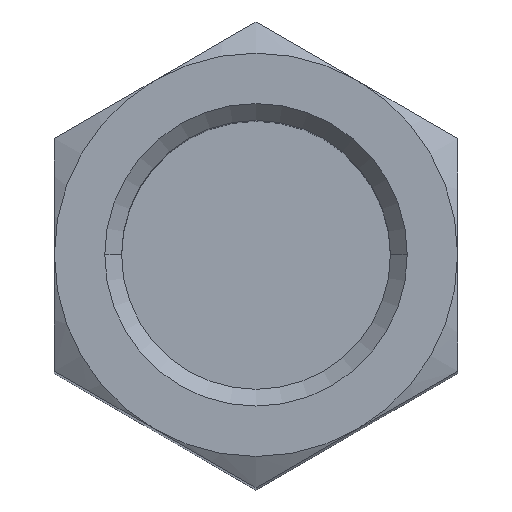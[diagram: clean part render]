
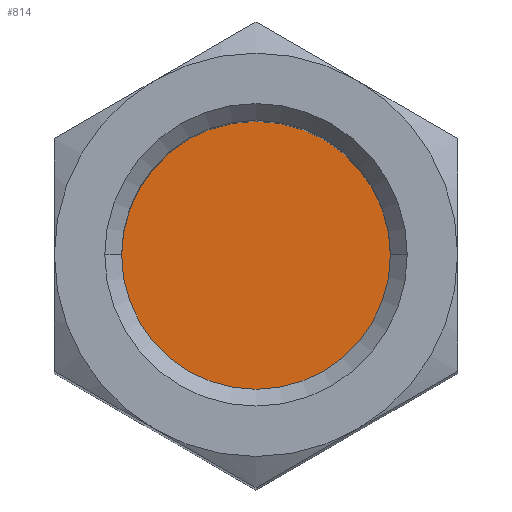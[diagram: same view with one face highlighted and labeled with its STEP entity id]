
A CAD part, top view. The second image highlights one B-rep face of the part: STEP entity #814.
In plain terms, the highlighted planar face has unit normal (0, 0, 1).
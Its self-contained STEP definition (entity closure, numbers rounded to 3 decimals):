
#7 = CIRCLE ( 'NONE', #68, 10. ) ;
#30 = DIRECTION ( 'NONE',  ( 0., 0., 1. ) ) ;
#53 = EDGE_CURVE ( 'NONE', #927, #634, #7, .T. ) ;
#68 = AXIS2_PLACEMENT_3D ( 'NONE', #513, #30, #600 ) ;
#107 = AXIS2_PLACEMENT_3D ( 'NONE', #1102, #733, #1090 ) ;
#133 = EDGE_LOOP ( 'NONE', ( #385, #625 ) ) ;
#352 = FACE_OUTER_BOUND ( 'NONE', #133, .T. ) ;
#385 = ORIENTED_EDGE ( 'NONE', *, *, #53, .T. ) ;
#443 = PLANE ( 'NONE',  #645 ) ;
#513 = CARTESIAN_POINT ( 'NONE',  ( 0., 0., 60. ) ) ;
#552 = CARTESIAN_POINT ( 'NONE',  ( 10., 0., 60. ) ) ;
#600 = DIRECTION ( 'NONE',  ( 1., 0., 0. ) ) ;
#603 = CARTESIAN_POINT ( 'NONE',  ( -10., 0., 60. ) ) ;
#625 = ORIENTED_EDGE ( 'NONE', *, *, #896, .T. ) ;
#634 = VERTEX_POINT ( 'NONE', #603 ) ;
#635 = CARTESIAN_POINT ( 'NONE',  ( 0., 0., 60. ) ) ;
#645 = AXIS2_PLACEMENT_3D ( 'NONE', #635, #708, #1074 ) ;
#708 = DIRECTION ( 'NONE',  ( 0., 0., 1. ) ) ;
#733 = DIRECTION ( 'NONE',  ( 0., 0., 1. ) ) ;
#814 = ADVANCED_FACE ( 'NONE', ( #352 ), #443, .T. ) ;
#896 = EDGE_CURVE ( 'NONE', #634, #927, #1071, .T. ) ;
#927 = VERTEX_POINT ( 'NONE', #552 ) ;
#1071 = CIRCLE ( 'NONE', #107, 10. ) ;
#1074 = DIRECTION ( 'NONE',  ( 1., 0., 0. ) ) ;
#1090 = DIRECTION ( 'NONE',  ( 1., 0., 0. ) ) ;
#1102 = CARTESIAN_POINT ( 'NONE',  ( 0., 0., 60. ) ) ;
